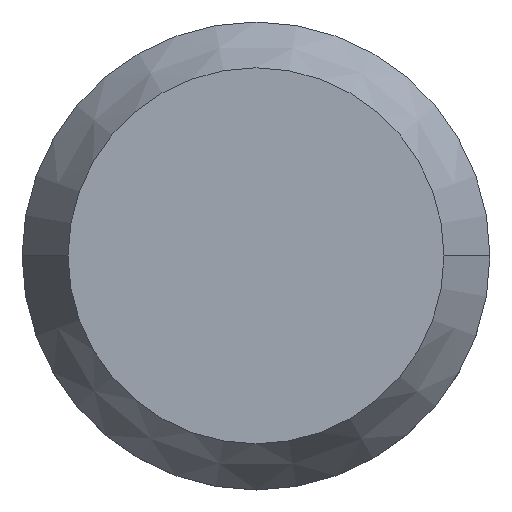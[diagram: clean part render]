
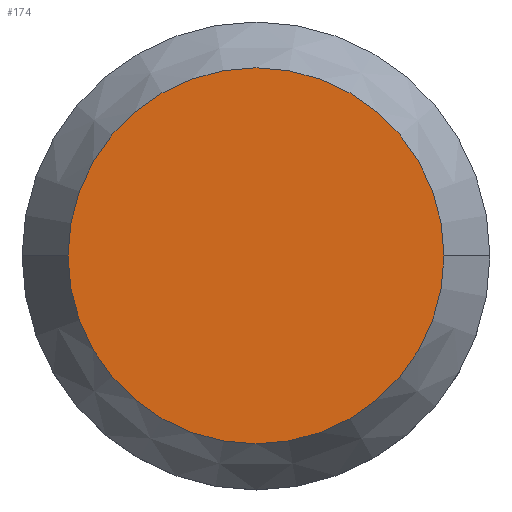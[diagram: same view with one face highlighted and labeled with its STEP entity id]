
A CAD part, top view. The second image highlights one B-rep face of the part: STEP entity #174.
In plain terms, the highlighted planar face has unit normal (0, 0, 1).
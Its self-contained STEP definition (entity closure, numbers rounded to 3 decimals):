
#174=ADVANCED_FACE('',(#345),#346,.T.);
#178=VERTEX_POINT('',#350);
#186=VERTEX_POINT('',#358);
#190=EDGE_CURVE('',#178,#186,#362,.T.);
#226=EDGE_CURVE('',#186,#178,#398,.T.);
#345=FACE_OUTER_BOUND('',#526,.T.);
#346=PLANE('',#527);
#350=CARTESIAN_POINT('',(-4.019,0.,32.0));
#358=CARTESIAN_POINT('',(4.019,0.,32.0));
#362=CIRCLE('',#549,4.019);
#398=CIRCLE('',#601,4.019);
#526=EDGE_LOOP('',(#762,#763));
#527=AXIS2_PLACEMENT_3D('',#764,#765,#766);
#549=AXIS2_PLACEMENT_3D('',#772,#773,#774);
#601=AXIS2_PLACEMENT_3D('',#800,#801,#802);
#762=ORIENTED_EDGE('',*,*,#190,.T.);
#763=ORIENTED_EDGE('',*,*,#226,.T.);
#764=CARTESIAN_POINT('',(-2.009,0.,32.0));
#765=DIRECTION('',(0.0,0.0,1.0));
#766=DIRECTION('',(1.0,-0.0,0.0));
#772=CARTESIAN_POINT('',(0.,0.,32.0));
#773=DIRECTION('',(0.0,0.0,1.0));
#774=DIRECTION('',(-1.0,0.,0.0));
#800=CARTESIAN_POINT('',(0.,0.,32.0));
#801=DIRECTION('',(0.0,0.0,1.0));
#802=DIRECTION('',(-1.0,0.,0.0));
